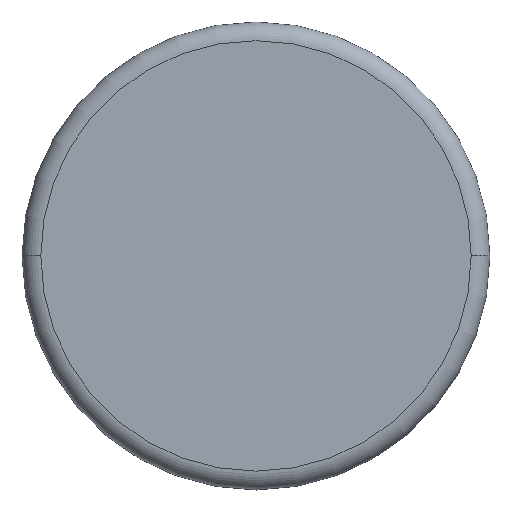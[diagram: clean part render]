
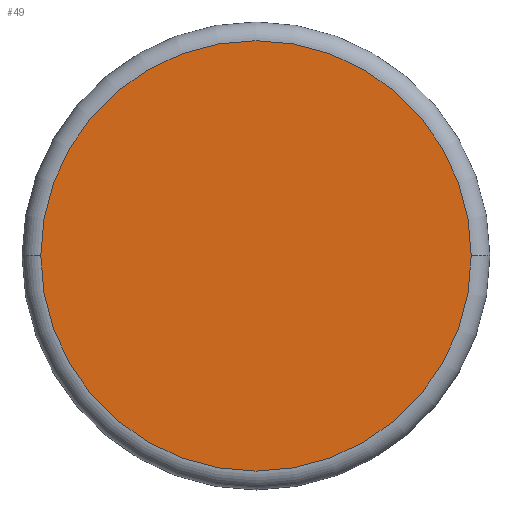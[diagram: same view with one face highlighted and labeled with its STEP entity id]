
A CAD part, top view. The second image highlights one B-rep face of the part: STEP entity #49.
In plain terms, the highlighted planar face has unit normal (0, 0, 1).
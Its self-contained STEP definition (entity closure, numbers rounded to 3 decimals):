
#49=ADVANCED_FACE('',(#59),#53,.T.);
#53=PLANE('',#149);
#59=FACE_OUTER_BOUND('',#67,.T.);
#67=EDGE_LOOP('',(#88,#89));
#88=ORIENTED_EDGE('',*,*,#117,.T.);
#89=ORIENTED_EDGE('',*,*,#118,.T.);
#104=VERTEX_POINT('',#218);
#105=VERTEX_POINT('',#220);
#117=EDGE_CURVE('',#104,#105,#129,.T.);
#118=EDGE_CURVE('',#105,#104,#130,.T.);
#129=CIRCLE('',#146,3.45);
#130=CIRCLE('',#148,3.45);
#146=AXIS2_PLACEMENT_3D('',#221,#183,#184);
#148=AXIS2_PLACEMENT_3D('',#223,#187,#188);
#149=AXIS2_PLACEMENT_3D('',#224,#189,#190);
#183=DIRECTION('',(0.,0.,1.));
#184=DIRECTION('',(-1.,0.,0.));
#187=DIRECTION('',(0.,0.,1.));
#188=DIRECTION('',(1.,0.,0.));
#189=DIRECTION('',(0.,0.,1.));
#190=DIRECTION('',(-1.,0.,0.));
#218=CARTESIAN_POINT('',(-3.45,0.,2.));
#220=CARTESIAN_POINT('',(3.45,0.,2.));
#221=CARTESIAN_POINT('',(0.,0.,2.));
#223=CARTESIAN_POINT('',(0.,0.,2.));
#224=CARTESIAN_POINT('',(0.,0.,2.));
